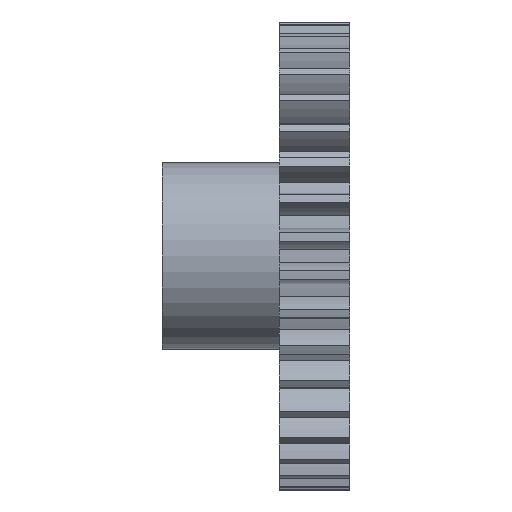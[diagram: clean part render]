
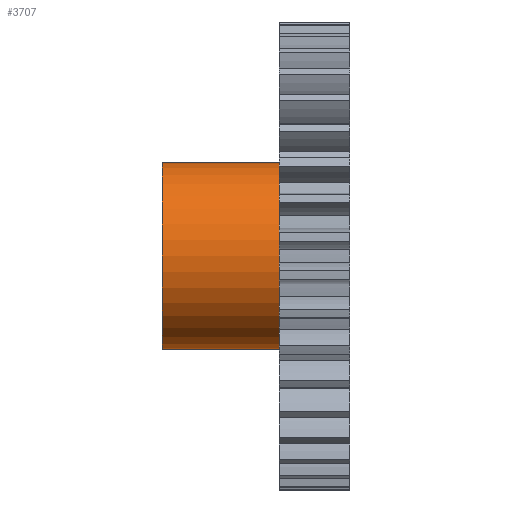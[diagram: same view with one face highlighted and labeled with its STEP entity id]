
A CAD part, front view. The second image highlights one B-rep face of the part: STEP entity #3707.
In plain terms, the highlighted cylindrical face has radius 4 mm (diameter 8 mm), a partial arc.
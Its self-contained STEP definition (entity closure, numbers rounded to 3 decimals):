
#16 = EDGE_CURVE ( 'NONE', #5304, #876, #116, .T. ) ;
#116 = LINE ( 'NONE', #1194, #3244 ) ;
#305 = CARTESIAN_POINT ( 'NONE',  ( -5., 0., 4. ) ) ;
#340 = CYLINDRICAL_SURFACE ( 'NONE', #3596, 4. ) ;
#360 = ORIENTED_EDGE ( 'NONE', *, *, #4049, .F. ) ;
#557 = EDGE_CURVE ( 'NONE', #876, #811, #3394, .T. ) ;
#729 = ORIENTED_EDGE ( 'NONE', *, *, #16, .T. ) ;
#759 = FACE_OUTER_BOUND ( 'NONE', #3223, .T. ) ;
#811 = VERTEX_POINT ( 'NONE', #1301 ) ;
#876 = VERTEX_POINT ( 'NONE', #929 ) ;
#929 = CARTESIAN_POINT ( 'NONE',  ( 0., 0., -4. ) ) ;
#1000 = EDGE_CURVE ( 'NONE', #1136, #811, #1435, .T. ) ;
#1110 = AXIS2_PLACEMENT_3D ( 'NONE', #4682, #1636, #3833 ) ;
#1136 = VERTEX_POINT ( 'NONE', #1753 ) ;
#1148 = DIRECTION ( 'NONE',  ( -1., 0., 0. ) ) ;
#1194 = CARTESIAN_POINT ( 'NONE',  ( -5., 0., -4. ) ) ;
#1256 = DIRECTION ( 'NONE',  ( 1., 0., 0. ) ) ;
#1301 = CARTESIAN_POINT ( 'NONE',  ( 0., 0., 4. ) ) ;
#1435 = LINE ( 'NONE', #305, #4494 ) ;
#1636 = DIRECTION ( 'NONE',  ( -1., 0., 0. ) ) ;
#1663 = AXIS2_PLACEMENT_3D ( 'NONE', #3321, #1148, #2026 ) ;
#1753 = CARTESIAN_POINT ( 'NONE',  ( -5., 0., 4. ) ) ;
#2026 = DIRECTION ( 'NONE',  ( 0., 0., -1. ) ) ;
#2563 = CIRCLE ( 'NONE', #1110, 4. ) ;
#2721 = CARTESIAN_POINT ( 'NONE',  ( -5., 0., -4. ) ) ;
#2867 = ORIENTED_EDGE ( 'NONE', *, *, #1000, .F. ) ;
#3139 = CARTESIAN_POINT ( 'NONE',  ( -5., 0., 0. ) ) ;
#3223 = EDGE_LOOP ( 'NONE', ( #2867, #360, #729, #5162 ) ) ;
#3244 = VECTOR ( 'NONE', #3388, 1000. ) ;
#3321 = CARTESIAN_POINT ( 'NONE',  ( 0., 0., 0. ) ) ;
#3388 = DIRECTION ( 'NONE',  ( 1., 0., 0. ) ) ;
#3394 = CIRCLE ( 'NONE', #1663, 4. ) ;
#3596 = AXIS2_PLACEMENT_3D ( 'NONE', #3139, #4059, #5750 ) ;
#3707 = ADVANCED_FACE ( 'NONE', ( #759 ), #340, .T. ) ;
#3833 = DIRECTION ( 'NONE',  ( 0., 0., 1. ) ) ;
#4049 = EDGE_CURVE ( 'NONE', #5304, #1136, #2563, .T. ) ;
#4059 = DIRECTION ( 'NONE',  ( 1., 0., 0. ) ) ;
#4494 = VECTOR ( 'NONE', #1256, 1000. ) ;
#4682 = CARTESIAN_POINT ( 'NONE',  ( -5., 0., 0. ) ) ;
#5162 = ORIENTED_EDGE ( 'NONE', *, *, #557, .T. ) ;
#5304 = VERTEX_POINT ( 'NONE', #2721 ) ;
#5750 = DIRECTION ( 'NONE',  ( 0., 0., -1. ) ) ;
